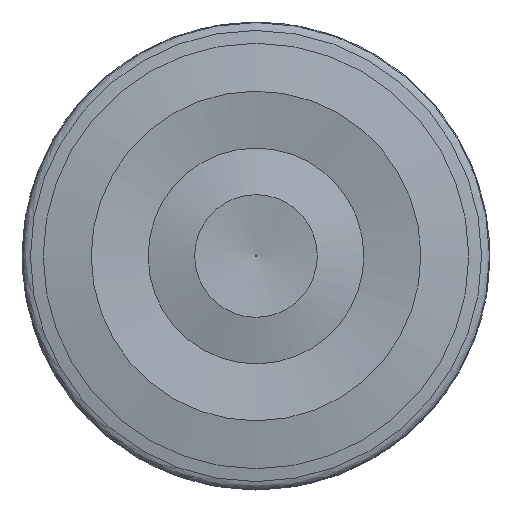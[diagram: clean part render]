
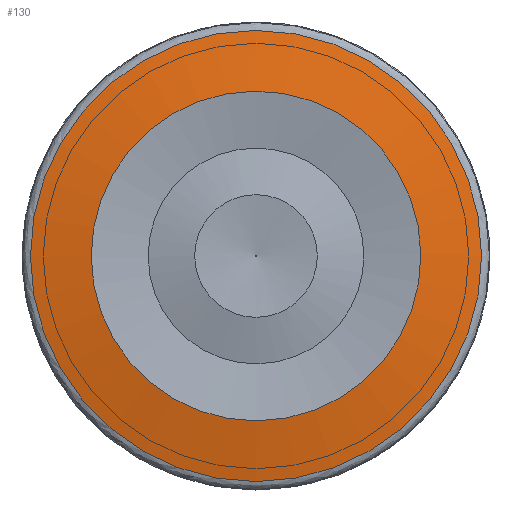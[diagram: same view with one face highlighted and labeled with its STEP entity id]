
A CAD part, left-side view. The second image highlights one B-rep face of the part: STEP entity #130.
In plain terms, the highlighted face is a revolution surface.
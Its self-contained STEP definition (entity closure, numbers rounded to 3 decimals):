
#26=SURFACE_OF_REVOLUTION('',#54,#40);
#40=AXIS1_PLACEMENT('',#666,#556);
#54=LINE('',#665,#65);
#65=VECTOR('',#555,7.257);
#130=ADVANCED_FACE('',(#180,#181),#26,.T.);
#180=FACE_BOUND('',#240,.T.);
#181=FACE_BOUND('',#241,.T.);
#240=EDGE_LOOP('',(#300));
#241=EDGE_LOOP('',(#301));
#300=ORIENTED_EDGE('',*,*,#375,.F.);
#301=ORIENTED_EDGE('',*,*,#373,.T.);
#343=VERTEX_POINT('',#658);
#345=VERTEX_POINT('',#664);
#373=EDGE_CURVE('',#343,#343,#403,.T.);
#375=EDGE_CURVE('',#345,#345,#405,.T.);
#403=CIRCLE('',#455,19.369);
#405=CIRCLE('',#457,26.509);
#455=AXIS2_PLACEMENT_3D('',#657,#547,#548);
#457=AXIS2_PLACEMENT_3D('',#663,#553,#554);
#547=DIRECTION('',(1.,0.,0.));
#548=DIRECTION('',(0.,0.,-1.));
#553=DIRECTION('',(1.,0.,0.));
#554=DIRECTION('',(0.,0.,-1.));
#555=DIRECTION('',(0.174,-0.985,0.));
#556=DIRECTION('',(1.,0.,0.));
#657=CARTESIAN_POINT('',(0.1,0.,0.));
#658=CARTESIAN_POINT('',(0.1,0.,-19.369));
#663=CARTESIAN_POINT('',(1.36,0.,0.));
#664=CARTESIAN_POINT('',(1.36,0.,-26.509));
#665=CARTESIAN_POINT('',(0.1,-19.343,1.));
#666=CARTESIAN_POINT('',(2.85,0.,0.));
